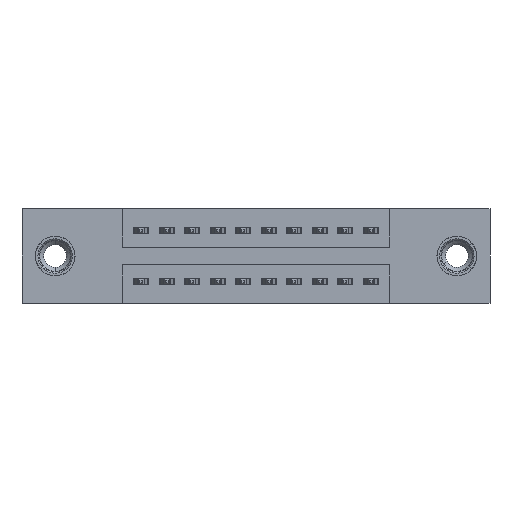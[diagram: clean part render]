
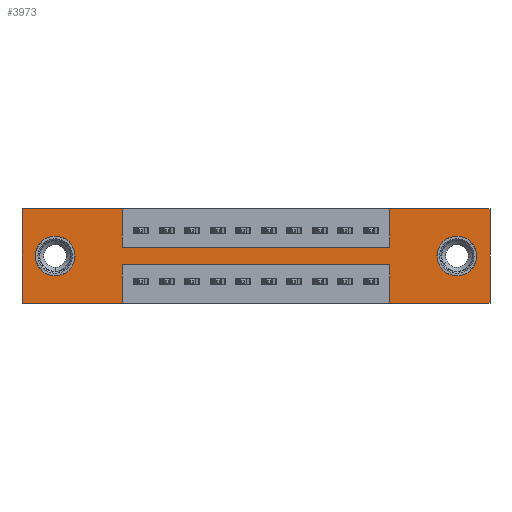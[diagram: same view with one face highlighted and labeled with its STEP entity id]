
A CAD part, front view. The second image highlights one B-rep face of the part: STEP entity #3973.
In plain terms, the highlighted planar face has unit normal (0, -1, 0).
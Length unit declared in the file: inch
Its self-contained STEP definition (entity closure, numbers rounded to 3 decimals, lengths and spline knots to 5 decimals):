
#33 = CARTESIAN_POINT ( 'NONE',  ( 1.705, 0., -0.263 ) ) ;
#61 = DIRECTION ( 'NONE',  ( 1., 0., 0. ) ) ;
#94 = ORIENTED_EDGE ( 'NONE', *, *, #2038, .F. ) ;
#103 = EDGE_CURVE ( 'NONE', #11543, #10690, #10799, .T. ) ;
#244 = EDGE_LOOP ( 'NONE', ( #11778, #3109 ) ) ;
#365 = VECTOR ( 'NONE', #6471, 39.37008 ) ;
#762 = DIRECTION ( 'NONE',  ( -1., 0., 0. ) ) ;
#790 = VECTOR ( 'NONE', #13051, 39.37008 ) ;
#816 = CARTESIAN_POINT ( 'NONE',  ( 0., 0., 0. ) ) ;
#820 = VECTOR ( 'NONE', #762, 39.37008 ) ;
#943 = CIRCLE ( 'NONE', #954, 0.078 ) ;
#954 = AXIS2_PLACEMENT_3D ( 'NONE', #11576, #7280, #1161 ) ;
#1065 = VERTEX_POINT ( 'NONE', #3060 ) ;
#1161 = DIRECTION ( 'NONE',  ( 0., 0., 1. ) ) ;
#1343 = VECTOR ( 'NONE', #6408, 39.37008 ) ;
#1401 = CARTESIAN_POINT ( 'NONE',  ( 0., 0., -0.37 ) ) ;
#1476 = VERTEX_POINT ( 'NONE', #5290 ) ;
#1568 = VECTOR ( 'NONE', #13349, 39.37008 ) ;
#1678 = CARTESIAN_POINT ( 'NONE',  ( 0., 0., -0.37 ) ) ;
#1710 = VERTEX_POINT ( 'NONE', #33 ) ;
#1785 = CARTESIAN_POINT ( 'NONE',  ( 0., 0., 0. ) ) ;
#2038 = EDGE_CURVE ( 'NONE', #8843, #8738, #11394, .T. ) ;
#2137 = CIRCLE ( 'NONE', #11057, 0.078 ) ;
#3060 = CARTESIAN_POINT ( 'NONE',  ( 1.835, 0., 0. ) ) ;
#3109 = ORIENTED_EDGE ( 'NONE', *, *, #9260, .T. ) ;
#3137 = LINE ( 'NONE', #9518, #365 ) ;
#3279 = LINE ( 'NONE', #7414, #11956 ) ;
#3329 = CIRCLE ( 'NONE', #8235, 0.078 ) ;
#3493 = CARTESIAN_POINT ( 'NONE',  ( 1.705, 0., -0.107 ) ) ;
#3565 = LINE ( 'NONE', #5931, #820 ) ;
#3658 = ORIENTED_EDGE ( 'NONE', *, *, #12621, .T. ) ;
#3688 = DIRECTION ( 'NONE',  ( 0., 0., -1. ) ) ;
#3727 = DIRECTION ( 'NONE',  ( 0., 1., 0. ) ) ;
#3973 = ADVANCED_FACE ( 'NONE', ( #4392, #13294, #7111 ), #8082, .T. ) ;
#4133 = VECTOR ( 'NONE', #5993, 39.37008 ) ;
#4249 = CARTESIAN_POINT ( 'NONE',  ( 1.4425, 0., -0.37 ) ) ;
#4316 = DIRECTION ( 'NONE',  ( 0., 0., -1. ) ) ;
#4363 = VECTOR ( 'NONE', #4990, 39.37008 ) ;
#4392 = FACE_BOUND ( 'NONE', #244, .T. ) ;
#4426 = CARTESIAN_POINT ( 'NONE',  ( 0.13, 0., -0.185 ) ) ;
#4621 = CARTESIAN_POINT ( 'NONE',  ( 1.705, 0., -0.185 ) ) ;
#4686 = CARTESIAN_POINT ( 'NONE',  ( 1.4425, 0., 0. ) ) ;
#4789 = ORIENTED_EDGE ( 'NONE', *, *, #10563, .T. ) ;
#4791 = DIRECTION ( 'NONE',  ( 0., 0., 1. ) ) ;
#4960 = VERTEX_POINT ( 'NONE', #9945 ) ;
#4990 = DIRECTION ( 'NONE',  ( -1., 0., 0. ) ) ;
#5034 = CARTESIAN_POINT ( 'NONE',  ( 0., 0., -0.37 ) ) ;
#5171 = LINE ( 'NONE', #7977, #12732 ) ;
#5178 = CARTESIAN_POINT ( 'NONE',  ( 0.3925, 0., 0. ) ) ;
#5290 = CARTESIAN_POINT ( 'NONE',  ( 0.3925, 0., -0.37 ) ) ;
#5294 = ORIENTED_EDGE ( 'NONE', *, *, #10952, .F. ) ;
#5339 = DIRECTION ( 'NONE',  ( 0., 0., 1. ) ) ;
#5410 = DIRECTION ( 'NONE',  ( -1., 0., 0. ) ) ;
#5418 = ORIENTED_EDGE ( 'NONE', *, *, #10491, .F. ) ;
#5436 = EDGE_LOOP ( 'NONE', ( #3658, #4789 ) ) ;
#5455 = EDGE_CURVE ( 'NONE', #10690, #13278, #3565, .T. ) ;
#5569 = EDGE_CURVE ( 'NONE', #1476, #6829, #11158, .T. ) ;
#5587 = LINE ( 'NONE', #1785, #7679 ) ;
#5768 = CIRCLE ( 'NONE', #6750, 0.078 ) ;
#5931 = CARTESIAN_POINT ( 'NONE',  ( 0.3925, 0., -0.22 ) ) ;
#5993 = DIRECTION ( 'NONE',  ( 1., 0., 0. ) ) ;
#6042 = ORIENTED_EDGE ( 'NONE', *, *, #103, .F. ) ;
#6136 = VERTEX_POINT ( 'NONE', #5178 ) ;
#6408 = DIRECTION ( 'NONE',  ( 0., 0., -1. ) ) ;
#6469 = ORIENTED_EDGE ( 'NONE', *, *, #11434, .F. ) ;
#6471 = DIRECTION ( 'NONE',  ( 0., 0., -1. ) ) ;
#6524 = VECTOR ( 'NONE', #61, 39.37008 ) ;
#6579 = ORIENTED_EDGE ( 'NONE', *, *, #7266, .F. ) ;
#6750 = AXIS2_PLACEMENT_3D ( 'NONE', #4621, #3727, #3688 ) ;
#6825 = LINE ( 'NONE', #9663, #1343 ) ;
#6829 = VERTEX_POINT ( 'NONE', #1401 ) ;
#7031 = EDGE_CURVE ( 'NONE', #12129, #1710, #5768, .T. ) ;
#7075 = CARTESIAN_POINT ( 'NONE',  ( 1.4425, 0., -0.15 ) ) ;
#7103 = VERTEX_POINT ( 'NONE', #8994 ) ;
#7111 = FACE_OUTER_BOUND ( 'NONE', #10419, .T. ) ;
#7205 = CARTESIAN_POINT ( 'NONE',  ( 0.13, 0., -0.263 ) ) ;
#7266 = EDGE_CURVE ( 'NONE', #6829, #8661, #7701, .T. ) ;
#7280 = DIRECTION ( 'NONE',  ( 0., 1., 0. ) ) ;
#7395 = ORIENTED_EDGE ( 'NONE', *, *, #5455, .F. ) ;
#7414 = CARTESIAN_POINT ( 'NONE',  ( 0.3925, 0., -0.37 ) ) ;
#7679 = VECTOR ( 'NONE', #12119, 39.37008 ) ;
#7701 = LINE ( 'NONE', #10259, #1568 ) ;
#7779 = VECTOR ( 'NONE', #5410, 39.37008 ) ;
#7813 = CARTESIAN_POINT ( 'NONE',  ( 1.4425, 0., -0.22 ) ) ;
#7977 = CARTESIAN_POINT ( 'NONE',  ( 1.4425, 0., 0. ) ) ;
#8082 = PLANE ( 'NONE',  #11259 ) ;
#8124 = VERTEX_POINT ( 'NONE', #7205 ) ;
#8235 = AXIS2_PLACEMENT_3D ( 'NONE', #10495, #9428, #4316 ) ;
#8553 = CARTESIAN_POINT ( 'NONE',  ( 0., 0., 0. ) ) ;
#8661 = VERTEX_POINT ( 'NONE', #8553 ) ;
#8738 = VERTEX_POINT ( 'NONE', #7075 ) ;
#8843 = VERTEX_POINT ( 'NONE', #12696 ) ;
#8994 = CARTESIAN_POINT ( 'NONE',  ( 0.13, 0., -0.107 ) ) ;
#9026 = EDGE_CURVE ( 'NONE', #12202, #1065, #11693, .T. ) ;
#9260 = EDGE_CURVE ( 'NONE', #1710, #12129, #3329, .T. ) ;
#9280 = LINE ( 'NONE', #10398, #7779 ) ;
#9428 = DIRECTION ( 'NONE',  ( 0., 1., 0. ) ) ;
#9470 = EDGE_CURVE ( 'NONE', #1065, #4960, #6825, .T. ) ;
#9518 = CARTESIAN_POINT ( 'NONE',  ( 0.3925, 0., 0. ) ) ;
#9649 = EDGE_CURVE ( 'NONE', #4960, #11543, #9280, .T. ) ;
#9663 = CARTESIAN_POINT ( 'NONE',  ( 1.835, 0., 0. ) ) ;
#9672 = ORIENTED_EDGE ( 'NONE', *, *, #9470, .F. ) ;
#9945 = CARTESIAN_POINT ( 'NONE',  ( 1.835, 0., -0.37 ) ) ;
#9981 = DIRECTION ( 'NONE',  ( 0., 0., -1. ) ) ;
#10259 = CARTESIAN_POINT ( 'NONE',  ( 0., 0., 0. ) ) ;
#10398 = CARTESIAN_POINT ( 'NONE',  ( 0., 0., -0.37 ) ) ;
#10419 = EDGE_LOOP ( 'NONE', ( #5294, #7395, #6042, #12764, #9672, #12284, #6469, #94, #5418, #10945, #6579, #11151 ) ) ;
#10491 = EDGE_CURVE ( 'NONE', #6136, #8843, #3137, .T. ) ;
#10495 = CARTESIAN_POINT ( 'NONE',  ( 1.705, 0., -0.185 ) ) ;
#10563 = EDGE_CURVE ( 'NONE', #8124, #7103, #2137, .T. ) ;
#10690 = VERTEX_POINT ( 'NONE', #7813 ) ;
#10799 = LINE ( 'NONE', #12132, #790 ) ;
#10945 = ORIENTED_EDGE ( 'NONE', *, *, #13041, .F. ) ;
#10952 = EDGE_CURVE ( 'NONE', #13278, #1476, #3279, .T. ) ;
#11057 = AXIS2_PLACEMENT_3D ( 'NONE', #4426, #11623, #5339 ) ;
#11151 = ORIENTED_EDGE ( 'NONE', *, *, #5569, .F. ) ;
#11158 = LINE ( 'NONE', #1678, #4363 ) ;
#11259 = AXIS2_PLACEMENT_3D ( 'NONE', #5034, #12246, #9981 ) ;
#11310 = CARTESIAN_POINT ( 'NONE',  ( 0.3925, 0., -0.15 ) ) ;
#11394 = LINE ( 'NONE', #11310, #6524 ) ;
#11434 = EDGE_CURVE ( 'NONE', #8738, #12202, #5171, .T. ) ;
#11543 = VERTEX_POINT ( 'NONE', #4249 ) ;
#11576 = CARTESIAN_POINT ( 'NONE',  ( 0.13, 0., -0.185 ) ) ;
#11623 = DIRECTION ( 'NONE',  ( 0., 1., 0. ) ) ;
#11693 = LINE ( 'NONE', #816, #4133 ) ;
#11778 = ORIENTED_EDGE ( 'NONE', *, *, #7031, .T. ) ;
#11956 = VECTOR ( 'NONE', #12623, 39.37008 ) ;
#12119 = DIRECTION ( 'NONE',  ( 1., 0., 0. ) ) ;
#12129 = VERTEX_POINT ( 'NONE', #3493 ) ;
#12132 = CARTESIAN_POINT ( 'NONE',  ( 1.4425, 0., -0.37 ) ) ;
#12202 = VERTEX_POINT ( 'NONE', #4686 ) ;
#12246 = DIRECTION ( 'NONE',  ( 0., -1., 0. ) ) ;
#12284 = ORIENTED_EDGE ( 'NONE', *, *, #9026, .F. ) ;
#12471 = CARTESIAN_POINT ( 'NONE',  ( 0.3925, 0., -0.22 ) ) ;
#12621 = EDGE_CURVE ( 'NONE', #7103, #8124, #943, .T. ) ;
#12623 = DIRECTION ( 'NONE',  ( 0., 0., -1. ) ) ;
#12696 = CARTESIAN_POINT ( 'NONE',  ( 0.3925, 0., -0.15 ) ) ;
#12732 = VECTOR ( 'NONE', #4791, 39.37008 ) ;
#12764 = ORIENTED_EDGE ( 'NONE', *, *, #9649, .F. ) ;
#13041 = EDGE_CURVE ( 'NONE', #8661, #6136, #5587, .T. ) ;
#13051 = DIRECTION ( 'NONE',  ( 0., 0., 1. ) ) ;
#13278 = VERTEX_POINT ( 'NONE', #12471 ) ;
#13294 = FACE_BOUND ( 'NONE', #5436, .T. ) ;
#13349 = DIRECTION ( 'NONE',  ( 0., 0., 1. ) ) ;
